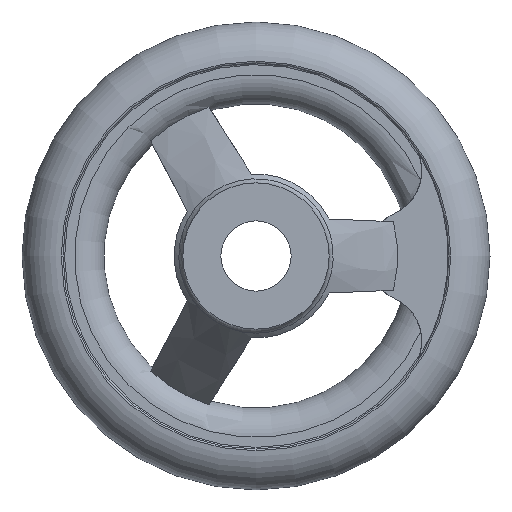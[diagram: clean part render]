
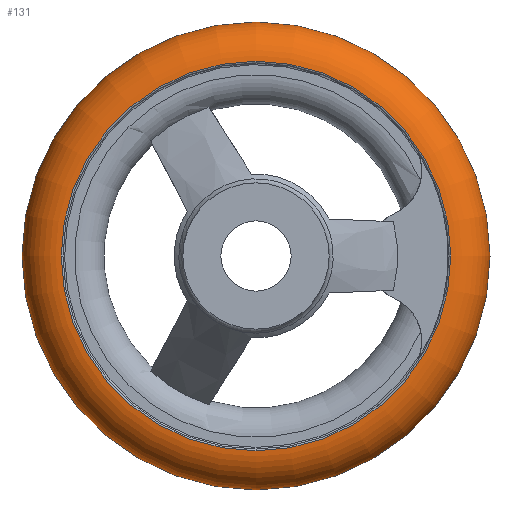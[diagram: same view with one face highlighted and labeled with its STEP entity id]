
A CAD part, front view. The second image highlights one B-rep face of the part: STEP entity #131.
In plain terms, the highlighted toroidal (fillet/blend) face has major radius 33 mm and minor radius 7 mm.
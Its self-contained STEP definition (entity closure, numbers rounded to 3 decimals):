
#131 = ADVANCED_FACE( '', ( #279, #280, #281 ), #282, .T. );
#279 = FACE_BOUND( '', #461, .T. );
#280 = FACE_OUTER_BOUND( '', #462, .T. );
#281 = FACE_OUTER_BOUND( '', #463, .T. );
#282 = TOROIDAL_SURFACE( '', #464, 33., 7. );
#461 = VERTEX_LOOP( '', #777 );
#462 = EDGE_LOOP( '', ( #778 ) );
#463 = EDGE_LOOP( '', ( #779 ) );
#464 = AXIS2_PLACEMENT_3D( '', #780, #781, #782 );
#777 = VERTEX_POINT( '', #931 );
#778 = ORIENTED_EDGE( '', *, *, #812, .T. );
#779 = ORIENTED_EDGE( '', *, *, #928, .F. );
#780 = CARTESIAN_POINT( '', ( 0., 22., 0. ) );
#781 = DIRECTION( '', ( 0., -1., 0. ) );
#782 = DIRECTION( '', ( 0., 0., -1. ) );
#812 = EDGE_CURVE( '', #941, #941, #942, .T. );
#928 = EDGE_CURVE( '', #1118, #1118, #1119, .T. );
#931 = CARTESIAN_POINT( '', ( 0., 22., -40. ) );
#941 = VERTEX_POINT( '', #1131 );
#942 = CIRCLE( '', #1132, 33.292 );
#1118 = VERTEX_POINT( '', #1613 );
#1119 = CIRCLE( '', #1614, 33.292 );
#1131 = CARTESIAN_POINT( '', ( 0., 28.994, -33.292 ) );
#1132 = AXIS2_PLACEMENT_3D( '', #1626, #1627, #1628 );
#1613 = CARTESIAN_POINT( '', ( 0., 15.006, -33.292 ) );
#1614 = AXIS2_PLACEMENT_3D( '', #1773, #1774, #1775 );
#1626 = CARTESIAN_POINT( '', ( 0., 28.994, 0. ) );
#1627 = DIRECTION( '', ( 0., -1., 0. ) );
#1628 = DIRECTION( '', ( 0., 0., -1. ) );
#1773 = CARTESIAN_POINT( '', ( 0., 15.006, 0. ) );
#1774 = DIRECTION( '', ( 0., -1., 0. ) );
#1775 = DIRECTION( '', ( 0., 0., -1. ) );
